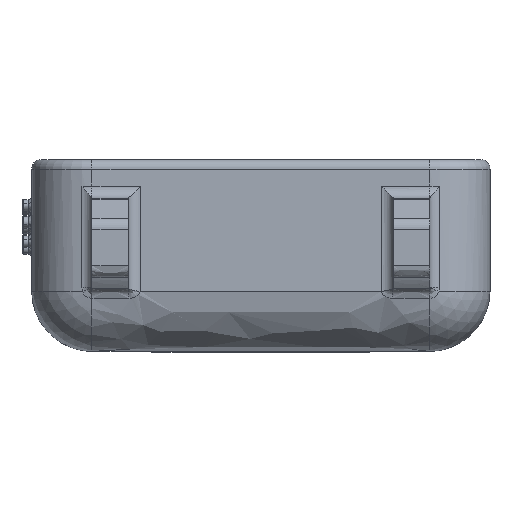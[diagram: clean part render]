
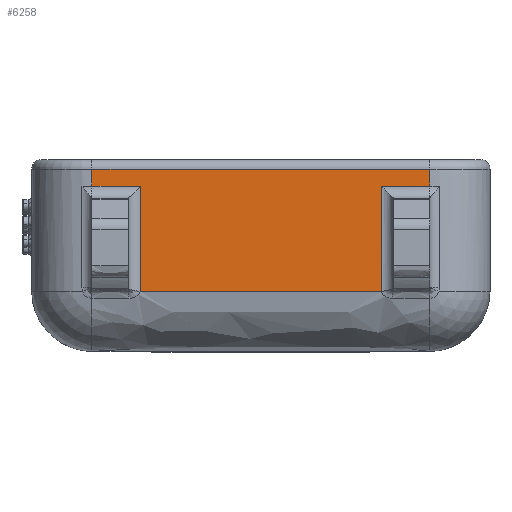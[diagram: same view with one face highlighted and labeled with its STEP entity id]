
A CAD part, left-side view. The second image highlights one B-rep face of the part: STEP entity #6258.
In plain terms, the highlighted planar face has unit normal (-1, 0, 0).
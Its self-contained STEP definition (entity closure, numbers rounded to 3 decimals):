
#617=B_SPLINE_CURVE_WITH_KNOTS('',3,(#20311,#20312,#20313,#20314),
 .UNSPECIFIED.,.F.,.F.,(4,4),(-2.9,-0.9),.UNSPECIFIED.);
#731=PLANE('',#6614);
#877=LINE('',#20558,#1190);
#881=LINE('',#20585,#1194);
#884=LINE('',#20610,#1197);
#885=LINE('',#20625,#1198);
#886=LINE('',#20626,#1199);
#887=LINE('',#20627,#1200);
#888=LINE('',#20628,#1201);
#1190=VECTOR('',#7203,10.);
#1194=VECTOR('',#7217,10.);
#1197=VECTOR('',#7230,10.);
#1198=VECTOR('',#7237,10.);
#1199=VECTOR('',#7238,10.);
#1200=VECTOR('',#7239,10.);
#1201=VECTOR('',#7240,10.);
#1681=FACE_OUTER_BOUND('',#2105,.T.);
#2105=EDGE_LOOP('',(#4874,#4875,#4876,#4877,#4878,#4879,#4880,#4881));
#2811=VERTEX_POINT('',#19907);
#2817=VERTEX_POINT('',#20286);
#2825=VERTEX_POINT('',#20549);
#2829=VERTEX_POINT('',#20556);
#2834=VERTEX_POINT('',#20582);
#2835=VERTEX_POINT('',#20584);
#2840=VERTEX_POINT('',#20609);
#2842=VERTEX_POINT('',#20624);
#3538=EDGE_CURVE('',#2817,#2811,#617,.T.);
#3553=EDGE_CURVE('',#2829,#2825,#877,.T.);
#3560=EDGE_CURVE('',#2834,#2835,#881,.T.);
#3567=EDGE_CURVE('',#2835,#2840,#884,.T.);
#3571=EDGE_CURVE('',#2842,#2829,#885,.T.);
#3572=EDGE_CURVE('',#2840,#2842,#886,.T.);
#3573=EDGE_CURVE('',#2811,#2834,#887,.T.);
#3574=EDGE_CURVE('',#2825,#2817,#888,.T.);
#4874=ORIENTED_EDGE('',*,*,#3553,.F.);
#4875=ORIENTED_EDGE('',*,*,#3571,.F.);
#4876=ORIENTED_EDGE('',*,*,#3572,.F.);
#4877=ORIENTED_EDGE('',*,*,#3567,.F.);
#4878=ORIENTED_EDGE('',*,*,#3560,.F.);
#4879=ORIENTED_EDGE('',*,*,#3573,.F.);
#4880=ORIENTED_EDGE('',*,*,#3538,.F.);
#4881=ORIENTED_EDGE('',*,*,#3574,.F.);
#6258=ADVANCED_FACE('',(#1681),#731,.T.);
#6614=AXIS2_PLACEMENT_3D('',#20623,#7235,#7236);
#7203=DIRECTION('',(0.,1.,0.));
#7217=DIRECTION('',(0.,1.,0.));
#7230=DIRECTION('',(0.,0.,1.));
#7235=DIRECTION('center_axis',(-1.,0.,0.));
#7236=DIRECTION('ref_axis',(0.,-1.,0.));
#7237=DIRECTION('',(0.,0.,-1.));
#7238=DIRECTION('',(0.,-1.,0.));
#7239=DIRECTION('',(0.,0.,1.));
#7240=DIRECTION('',(0.,0.,-1.));
#19907=CARTESIAN_POINT('',(-23.,10.,4.084));
#20286=CARTESIAN_POINT('',(-23.,-10.,4.084));
#20311=CARTESIAN_POINT('Ctrl Pts',(-23.,-10.,4.084));
#20312=CARTESIAN_POINT('Ctrl Pts',(-23.,-3.333,4.084));
#20313=CARTESIAN_POINT('Ctrl Pts',(-23.,3.333,4.084));
#20314=CARTESIAN_POINT('Ctrl Pts',(-23.,10.,4.084));
#20549=CARTESIAN_POINT('',(-23.,-10.,12.792));
#20556=CARTESIAN_POINT('',(-23.,-14.,12.792));
#20558=CARTESIAN_POINT('',(-23.,4.,12.792));
#20582=CARTESIAN_POINT('',(-23.,10.,12.792));
#20584=CARTESIAN_POINT('',(-23.,14.,12.792));
#20585=CARTESIAN_POINT('',(-23.,15.,12.792));
#20609=CARTESIAN_POINT('',(-23.,14.,14.2));
#20610=CARTESIAN_POINT('',(-23.,14.,0.));
#20623=CARTESIAN_POINT('Origin',(-23.,19.,0.));
#20624=CARTESIAN_POINT('',(-23.,-14.,14.2));
#20625=CARTESIAN_POINT('',(-23.,-14.,0.));
#20626=CARTESIAN_POINT('',(-23.,9.5,14.2));
#20627=CARTESIAN_POINT('',(-23.,10.,2.646));
#20628=CARTESIAN_POINT('',(-23.,-10.,2.646));
